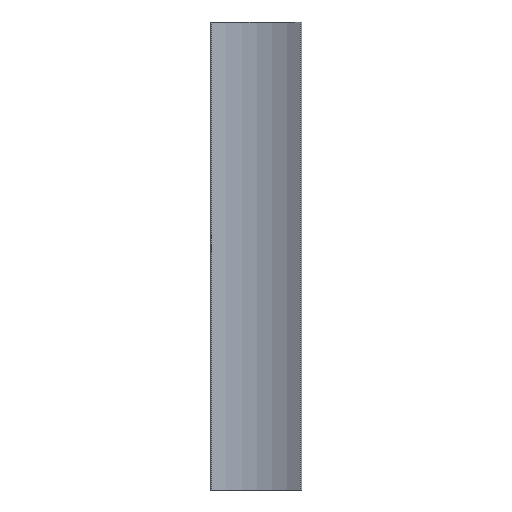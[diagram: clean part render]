
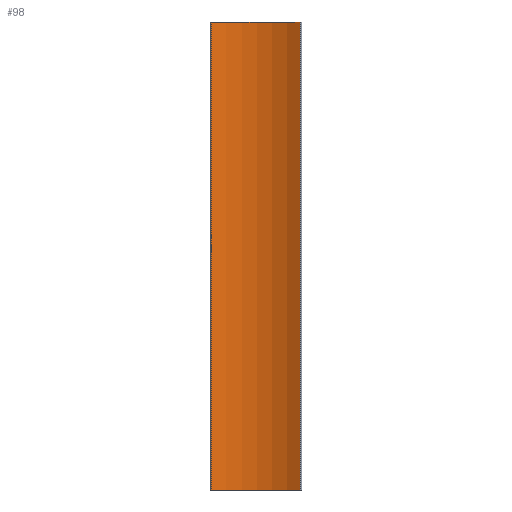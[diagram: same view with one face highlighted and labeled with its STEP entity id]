
A CAD part, front view. The second image highlights one B-rep face of the part: STEP entity #98.
In plain terms, the highlighted cylindrical face has radius 20 mm (diameter 40 mm), a partial arc.
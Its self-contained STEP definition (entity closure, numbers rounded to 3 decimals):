
#14 = CARTESIAN_POINT ( 'NONE',  ( 2.609, 0., -12.848 ) ) ;
#16 = LINE ( 'NONE', #250, #58 ) ;
#25 = VERTEX_POINT ( 'NONE', #267 ) ;
#29 = ORIENTED_EDGE ( 'NONE', *, *, #67, .T. ) ;
#32 = AXIS2_PLACEMENT_3D ( 'NONE', #70, #132, #73 ) ;
#33 = DIRECTION ( 'NONE',  ( 0., 0., 1. ) ) ;
#36 = CARTESIAN_POINT ( 'NONE',  ( -2.892, 19.229, 75.52 ) ) ;
#42 = CIRCLE ( 'NONE', #203, 20. ) ;
#51 = CARTESIAN_POINT ( 'NONE',  ( 13.925, 16.49, -12.848 ) ) ;
#53 = VERTEX_POINT ( 'NONE', #36 ) ;
#58 = VECTOR ( 'NONE', #145, 1000. ) ;
#63 = ORIENTED_EDGE ( 'NONE', *, *, #221, .T. ) ;
#67 = EDGE_CURVE ( 'NONE', #123, #53, #42, .T. ) ;
#70 = CARTESIAN_POINT ( 'NONE',  ( 2.609, 0., 75.52 ) ) ;
#71 = ORIENTED_EDGE ( 'NONE', *, *, #136, .F. ) ;
#73 = DIRECTION ( 'NONE',  ( -1., 0., 0. ) ) ;
#98 = ADVANCED_FACE ( 'NONE', ( #266 ), #220, .F. ) ;
#110 = CARTESIAN_POINT ( 'NONE',  ( 13.925, 16.49, 75.52 ) ) ;
#123 = VERTEX_POINT ( 'NONE', #245 ) ;
#132 = DIRECTION ( 'NONE',  ( 0., 0., -1. ) ) ;
#133 = EDGE_LOOP ( 'NONE', ( #201, #71, #29, #63 ) ) ;
#135 = CIRCLE ( 'NONE', #274, 20. ) ;
#136 = EDGE_CURVE ( 'NONE', #123, #138, #246, .T. ) ;
#138 = VERTEX_POINT ( 'NONE', #51 ) ;
#145 = DIRECTION ( 'NONE',  ( 0., 0., -1. ) ) ;
#187 = CARTESIAN_POINT ( 'NONE',  ( 2.609, 0., 75.52 ) ) ;
#201 = ORIENTED_EDGE ( 'NONE', *, *, #242, .F. ) ;
#203 = AXIS2_PLACEMENT_3D ( 'NONE', #187, #33, #268 ) ;
#204 = DIRECTION ( 'NONE',  ( 0., 0., -1. ) ) ;
#220 = CYLINDRICAL_SURFACE ( 'NONE', #32, 20. ) ;
#221 = EDGE_CURVE ( 'NONE', #53, #25, #16, .T. ) ;
#242 = EDGE_CURVE ( 'NONE', #138, #25, #135, .T. ) ;
#245 = CARTESIAN_POINT ( 'NONE',  ( 13.925, 16.49, 75.52 ) ) ;
#246 = LINE ( 'NONE', #110, #254 ) ;
#250 = CARTESIAN_POINT ( 'NONE',  ( -2.892, 19.229, 75.52 ) ) ;
#254 = VECTOR ( 'NONE', #204, 1000. ) ;
#266 = FACE_OUTER_BOUND ( 'NONE', #133, .T. ) ;
#267 = CARTESIAN_POINT ( 'NONE',  ( -2.892, 19.229, -12.848 ) ) ;
#268 = DIRECTION ( 'NONE',  ( -1., 0., 0. ) ) ;
#271 = DIRECTION ( 'NONE',  ( 0., 0., 1. ) ) ;
#273 = DIRECTION ( 'NONE',  ( -1., 0., 0. ) ) ;
#274 = AXIS2_PLACEMENT_3D ( 'NONE', #14, #271, #273 ) ;
